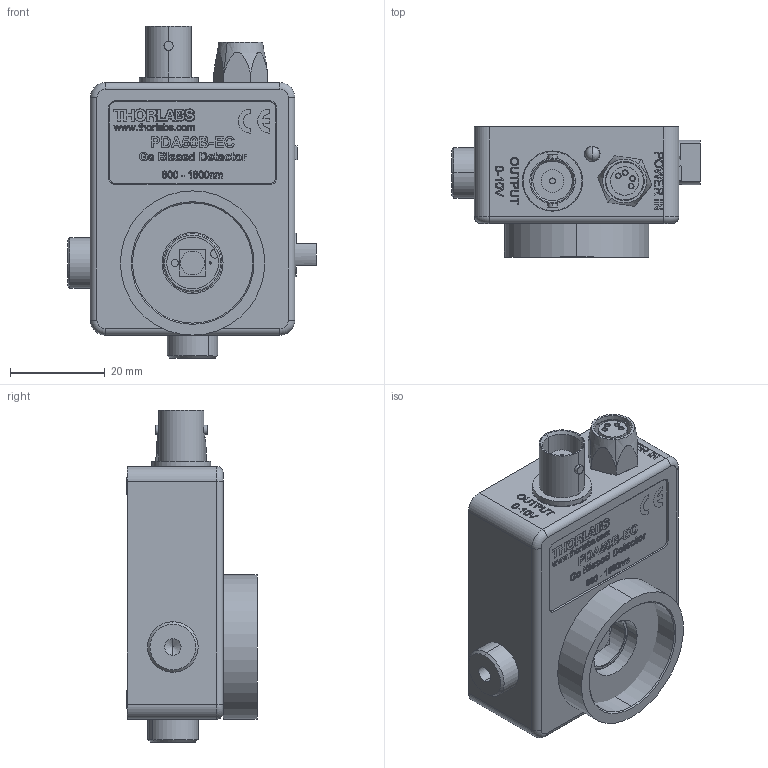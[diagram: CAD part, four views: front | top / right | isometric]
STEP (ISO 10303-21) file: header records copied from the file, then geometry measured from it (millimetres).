
FILE_DESCRIPTION (( 'STEP AP214' ), '1' );
FILE_NAME ('14031-E0W.STEP', '2012-12-07T17:07:31', ( 'Admin' ), ( '' ), 'SwSTEP 2.0', 'SolidWorks 2011', '' );
FILE_SCHEMA (( 'AUTOMOTIVE_DESIGN' ));
Length unit declared in the file: millimetre
Products named in the file (1): 14031-E0W
Bounding box: 52.58 x 27.47 x 70.12 mm (x, y, z)
Volume: 24613.1 mm3; surface area: 28569.3 mm2
Topology: 56 solids, 56 shells, 4225 faces, 10911 edges, 6922 vertices
Faces by surface type: plane 2458, cylinder 861, bspline 822, cone 66, torus 16, sphere 2
Entity records: 208230 total; most frequent: CARTESIAN_POINT 62795, ORIENTED_EDGE 21550, DIRECTION 17991, EDGE_CURVE 10775, LINE 7533, VECTOR 7533, VERTEX_POINT 6922, AXIS2_PLACEMENT_3D 5229
